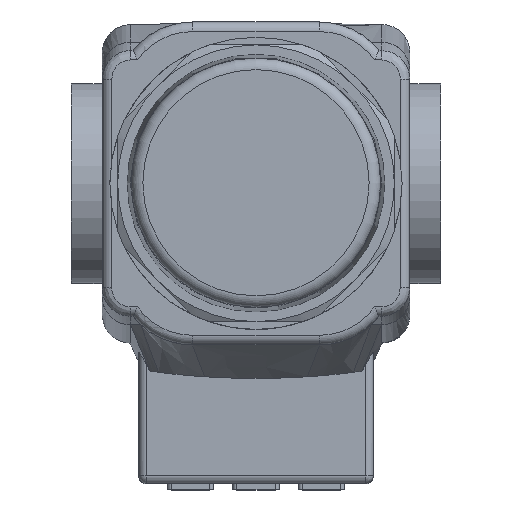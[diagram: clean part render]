
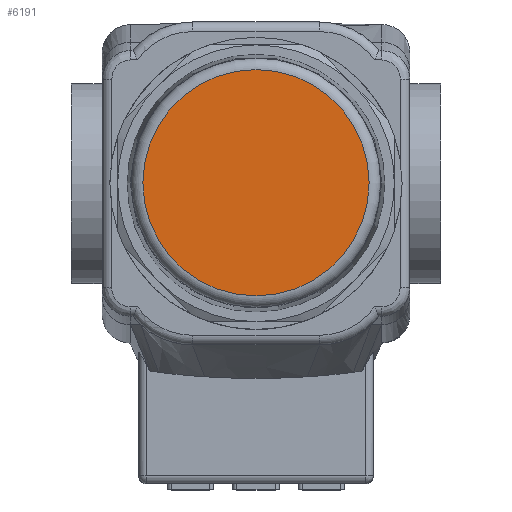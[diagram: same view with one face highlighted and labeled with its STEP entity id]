
A CAD part, top view. The second image highlights one B-rep face of the part: STEP entity #6191.
In plain terms, the highlighted planar face has unit normal (0, 0, 1).
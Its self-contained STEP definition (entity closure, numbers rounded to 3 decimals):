
#6175=CARTESIAN_POINT('',(7.358,0.0,81.5));
#6176=DIRECTION('',(0.0,0.0,1.0));
#6177=DIRECTION('',(1.0,0.0,0.0));
#6178=AXIS2_PLACEMENT_3D('',#6175,#6176,#6177);
#6179=PLANE('',#6178);
#6180=CARTESIAN_POINT('',(14.717,0.0,81.5));
#6181=VERTEX_POINT('',#6180);
#6182=CARTESIAN_POINT('',(0.0,0.0,81.5));
#6183=DIRECTION('',(0.0,0.0,1.0));
#6184=DIRECTION('',(1.0,0.0,0.0));
#6185=AXIS2_PLACEMENT_3D('',#6182,#6183,#6184);
#6186=CIRCLE('',#6185,14.717);
#6187=EDGE_CURVE('',#6181,#6181,#6186,.T.);
#6188=ORIENTED_EDGE('',*,*,#6187,.T.);
#6189=EDGE_LOOP('',(#6188));
#6190=FACE_OUTER_BOUND('',#6189,.T.);
#6191=ADVANCED_FACE('',(#6190),#6179,.T.);
